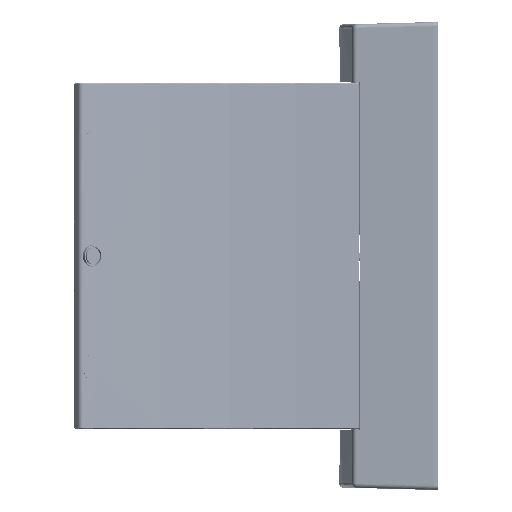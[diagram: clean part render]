
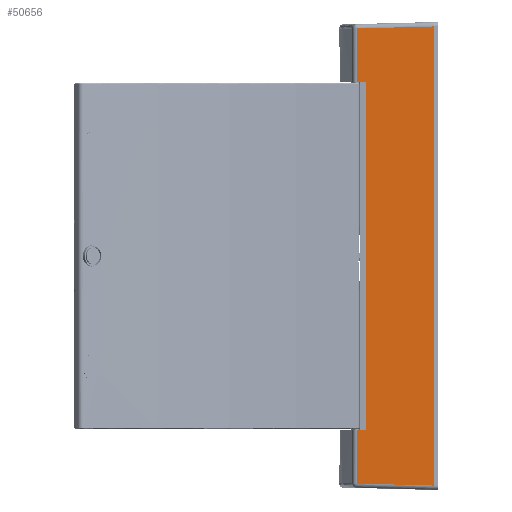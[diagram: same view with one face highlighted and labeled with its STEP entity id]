
A CAD part, left-side view. The second image highlights one B-rep face of the part: STEP entity #50656.
In plain terms, the highlighted planar face has unit normal (-1, 0.026, 0).
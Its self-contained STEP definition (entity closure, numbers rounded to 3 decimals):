
#5337=ORIENTED_EDGE('',*,*,#18490,.T.);
#5338=ORIENTED_EDGE('',*,*,#18574,.F.);
#5339=ORIENTED_EDGE('',*,*,#18575,.F.);
#5340=ORIENTED_EDGE('',*,*,#18576,.T.);
#5341=ORIENTED_EDGE('',*,*,#18566,.T.);
#5342=ORIENTED_EDGE('',*,*,#18577,.T.);
#5343=ORIENTED_EDGE('',*,*,#18469,.F.);
#5344=ORIENTED_EDGE('',*,*,#18479,.F.);
#18469=EDGE_CURVE('',#25109,#25111,#30230,.T.);
#18479=EDGE_CURVE('',#25116,#25109,#30233,.T.);
#18490=EDGE_CURVE('',#25116,#25123,#30239,.T.);
#18566=EDGE_CURVE('',#25162,#25165,#30295,.T.);
#18574=EDGE_CURVE('',#25169,#25123,#30297,.T.);
#18575=EDGE_CURVE('',#25170,#25169,#30298,.T.);
#18576=EDGE_CURVE('',#25170,#25162,#30299,.T.);
#18577=EDGE_CURVE('',#25165,#25111,#30300,.T.);
#25109=VERTEX_POINT('',#77950);
#25111=VERTEX_POINT('',#77953);
#25116=VERTEX_POINT('',#78012);
#25123=VERTEX_POINT('',#78049);
#25162=VERTEX_POINT('',#78270);
#25165=VERTEX_POINT('',#78278);
#25169=VERTEX_POINT('',#78332);
#25170=VERTEX_POINT('',#78334);
#30230=LINE('',#77952,#33844);
#30233=LINE('',#78011,#33847);
#30239=LINE('',#78050,#33853);
#30295=LINE('',#78279,#33909);
#30297=LINE('',#78331,#33911);
#30298=LINE('',#78333,#33912);
#30299=LINE('',#78335,#33913);
#30300=LINE('',#78336,#33914);
#33844=VECTOR('',#62904,1000.);
#33847=VECTOR('',#62923,1000.);
#33853=VECTOR('',#62933,1000.);
#33909=VECTOR('',#63081,1000.);
#33911=VECTOR('',#63099,1000.);
#33912=VECTOR('',#63100,1000.);
#33913=VECTOR('',#63101,1000.);
#33914=VECTOR('',#63102,1000.);
#37369=EDGE_LOOP('',(#5337,#5338,#5339,#5340,#5341,#5342,#5343,#5344));
#43350=FACE_BOUND('',#37369,.T.);
#49279=PLANE('',#56958);
#50656=ADVANCED_FACE('',(#43350),#49279,.T.);
#56958=AXIS2_PLACEMENT_3D('',#78330,#63097,#63098);
#62904=DIRECTION('',(-0.026,-0.999,0.026));
#62923=DIRECTION('',(0.,0.,1.));
#62933=DIRECTION('',(-0.026,-0.999,-0.026));
#63081=DIRECTION('',(-0.026,-0.999,-0.026));
#63097=DIRECTION('',(-1.,0.026,0.));
#63098=DIRECTION('',(-0.026,-1.,0.));
#63099=DIRECTION('',(0.,0.,1.));
#63100=DIRECTION('',(-0.026,-0.999,0.026));
#63101=DIRECTION('',(0.,0.,-1.));
#63102=DIRECTION('',(0.,0.,1.));
#77950=CARTESIAN_POINT('',(-195.612,87.393,255.513));
#77952=CARTESIAN_POINT('',(-197.903,-0.131,257.805));
#77953=CARTESIAN_POINT('',(-197.9,0.,257.802));
#78011=CARTESIAN_POINT('',(-195.612,87.393,262.8));
#78012=CARTESIAN_POINT('',(-195.612,87.393,195.272));
#78049=CARTESIAN_POINT('',(-195.884,77.002,195.));
#78050=CARTESIAN_POINT('',(-195.816,79.569,195.067));
#78270=CARTESIAN_POINT('',(-195.612,87.393,-255.513));
#78278=CARTESIAN_POINT('',(-197.9,0.,-257.802));
#78279=CARTESIAN_POINT('',(-197.903,-0.131,-257.805));
#78330=CARTESIAN_POINT('',(-195.503,91.55,-262.8));
#78331=CARTESIAN_POINT('',(-195.884,77.002,-195.));
#78332=CARTESIAN_POINT('',(-195.884,77.002,-195.));
#78333=CARTESIAN_POINT('',(-195.884,77.002,-195.));
#78334=CARTESIAN_POINT('',(-195.612,87.393,-195.272));
#78335=CARTESIAN_POINT('',(-195.612,87.393,-262.8));
#78336=CARTESIAN_POINT('',(-197.9,0.,-262.8));
